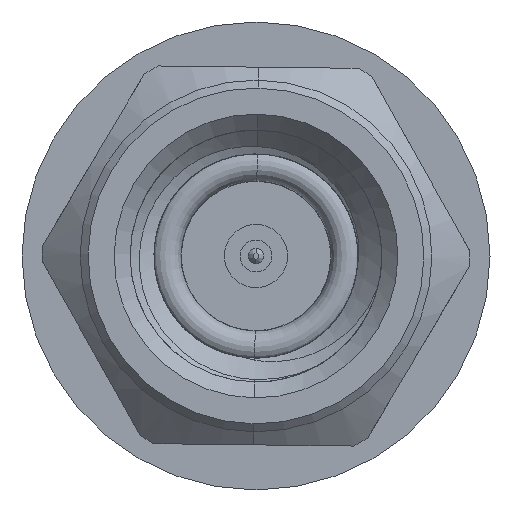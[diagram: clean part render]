
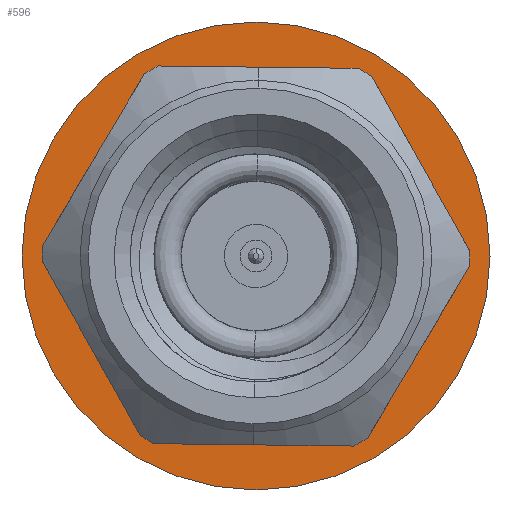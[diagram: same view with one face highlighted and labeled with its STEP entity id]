
A CAD part, left-side view. The second image highlights one B-rep face of the part: STEP entity #596.
In plain terms, the highlighted planar face has unit normal (-1, 0, 0).
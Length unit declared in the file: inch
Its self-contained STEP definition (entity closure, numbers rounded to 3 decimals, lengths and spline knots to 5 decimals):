
#244 = CARTESIAN_POINT ( 'NONE',  ( -3.84994, 0., 0. ) ) ;
#319 = DIRECTION ( 'NONE',  ( 0., 0., -1. ) ) ;
#495 = CARTESIAN_POINT ( 'NONE',  ( -3.84994, 0., -0.14634 ) ) ;
#576 = CARTESIAN_POINT ( 'NONE',  ( -3.84994, 0., 0. ) ) ;
#596 = ADVANCED_FACE ( 'NONE', ( #856 ), #4577, .T. ) ;
#597 = DIRECTION ( 'NONE',  ( 0., 0., -1. ) ) ;
#681 = EDGE_LOOP ( 'NONE', ( #3233, #1638 ) ) ;
#697 = EDGE_CURVE ( 'NONE', #4566, #3390, #3346, .T. ) ;
#782 = DIRECTION ( 'NONE',  ( 0., 0., 1. ) ) ;
#856 = FACE_OUTER_BOUND ( 'NONE', #681, .T. ) ;
#1012 = CIRCLE ( 'NONE', #2346, 0.14634 ) ;
#1638 = ORIENTED_EDGE ( 'NONE', *, *, #697, .F. ) ;
#2108 = DIRECTION ( 'NONE',  ( 1., 0., 0. ) ) ;
#2346 = AXIS2_PLACEMENT_3D ( 'NONE', #244, #4074, #319 ) ;
#2470 = AXIS2_PLACEMENT_3D ( 'NONE', #3495, #4914, #782 ) ;
#2677 = EDGE_CURVE ( 'NONE', #3390, #4566, #1012, .T. ) ;
#3233 = ORIENTED_EDGE ( 'NONE', *, *, #2677, .F. ) ;
#3267 = AXIS2_PLACEMENT_3D ( 'NONE', #576, #2108, #597 ) ;
#3346 = CIRCLE ( 'NONE', #3267, 0.14634 ) ;
#3390 = VERTEX_POINT ( 'NONE', #495 ) ;
#3495 = CARTESIAN_POINT ( 'NONE',  ( -3.84994, 0., 0. ) ) ;
#3773 = CARTESIAN_POINT ( 'NONE',  ( -3.84994, 0., 0.14634 ) ) ;
#4074 = DIRECTION ( 'NONE',  ( 1., 0., 0. ) ) ;
#4566 = VERTEX_POINT ( 'NONE', #3773 ) ;
#4577 = PLANE ( 'NONE',  #2470 ) ;
#4914 = DIRECTION ( 'NONE',  ( -1., 0., 0. ) ) ;
